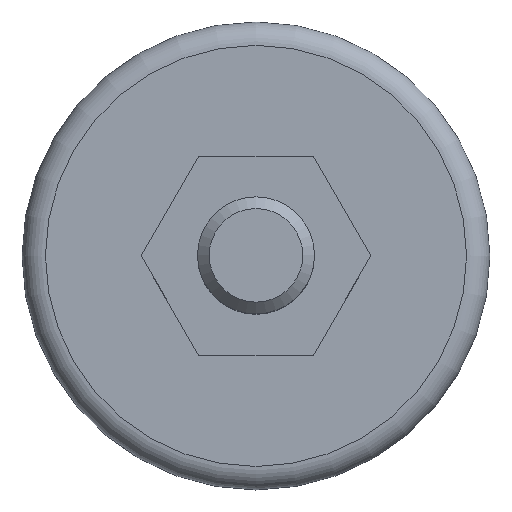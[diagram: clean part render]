
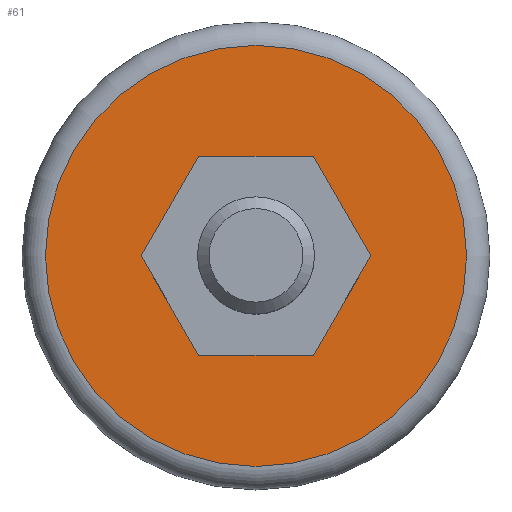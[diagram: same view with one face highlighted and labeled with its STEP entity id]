
A CAD part, top view. The second image highlights one B-rep face of the part: STEP entity #61.
In plain terms, the highlighted planar face has unit normal (0, 0, 1).
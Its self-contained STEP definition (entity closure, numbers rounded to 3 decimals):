
#61 = ADVANCED_FACE( '', ( #125, #126 ), #127, .F. );
#125 = FACE_OUTER_BOUND( '', #184, .T. );
#126 = FACE_BOUND( '', #185, .T. );
#127 = PLANE( '', #186 );
#184 = EDGE_LOOP( '', ( #276 ) );
#185 = EDGE_LOOP( '', ( #277, #278, #279, #280, #281, #282 ) );
#186 = AXIS2_PLACEMENT_3D( '', #283, #284, #285 );
#276 = ORIENTED_EDGE( '', *, *, #328, .T. );
#277 = ORIENTED_EDGE( '', *, *, #308, .F. );
#278 = ORIENTED_EDGE( '', *, *, #342, .F. );
#279 = ORIENTED_EDGE( '', *, *, #339, .F. );
#280 = ORIENTED_EDGE( '', *, *, #334, .F. );
#281 = ORIENTED_EDGE( '', *, *, #343, .F. );
#282 = ORIENTED_EDGE( '', *, *, #331, .F. );
#283 = CARTESIAN_POINT( '', ( 20., 0., 9. ) );
#284 = DIRECTION( '', ( 0., 0., -1. ) );
#285 = DIRECTION( '', ( -1., 0., 0. ) );
#308 = EDGE_CURVE( '', #348, #349, #350, .T. );
#328 = EDGE_CURVE( '', #382, #382, #383, .F. );
#331 = EDGE_CURVE( '', #349, #386, #387, .T. );
#334 = EDGE_CURVE( '', #390, #391, #392, .T. );
#339 = EDGE_CURVE( '', #391, #397, #398, .T. );
#342 = EDGE_CURVE( '', #397, #348, #401, .T. );
#343 = EDGE_CURVE( '', #386, #390, #402, .T. );
#348 = VERTEX_POINT( '', #407 );
#349 = VERTEX_POINT( '', #408 );
#350 = LINE( '', #409, #410 );
#382 = VERTEX_POINT( '', #450 );
#383 = CIRCLE( '', #451, 18. );
#386 = VERTEX_POINT( '', #454 );
#387 = LINE( '', #455, #456 );
#390 = VERTEX_POINT( '', #460 );
#391 = VERTEX_POINT( '', #461 );
#392 = LINE( '', #462, #463 );
#397 = VERTEX_POINT( '', #470 );
#398 = LINE( '', #471, #472 );
#401 = LINE( '', #476, #477 );
#402 = LINE( '', #478, #479 );
#407 = CARTESIAN_POINT( '', ( 4.907, 8.5, 9. ) );
#408 = CARTESIAN_POINT( '', ( -4.907, 8.5, 9. ) );
#409 = CARTESIAN_POINT( '', ( 4.907, 8.5, 9. ) );
#410 = VECTOR( '', #483, 1000. );
#450 = CARTESIAN_POINT( '', ( -18., 0., 9. ) );
#451 = AXIS2_PLACEMENT_3D( '', #510, #511, #512 );
#454 = CARTESIAN_POINT( '', ( -9.815, 0., 9. ) );
#455 = CARTESIAN_POINT( '', ( -4.907, 8.5, 9. ) );
#456 = VECTOR( '', #513, 1000. );
#460 = CARTESIAN_POINT( '', ( -4.907, -8.5, 9. ) );
#461 = CARTESIAN_POINT( '', ( 4.907, -8.5, 9. ) );
#462 = CARTESIAN_POINT( '', ( -4.907, -8.5, 9. ) );
#463 = VECTOR( '', #515, 1000. );
#470 = CARTESIAN_POINT( '', ( 9.815, 0., 9. ) );
#471 = CARTESIAN_POINT( '', ( 4.907, -8.5, 9. ) );
#472 = VECTOR( '', #518, 1000. );
#476 = CARTESIAN_POINT( '', ( 9.815, 0., 9. ) );
#477 = VECTOR( '', #520, 1000. );
#478 = CARTESIAN_POINT( '', ( -9.815, 0., 9. ) );
#479 = VECTOR( '', #521, 1000. );
#483 = DIRECTION( '', ( -1., 0., 0. ) );
#510 = CARTESIAN_POINT( '', ( 0., 0., 9. ) );
#511 = DIRECTION( '', ( 0., 0., -1. ) );
#512 = DIRECTION( '', ( -1., 0., 0. ) );
#513 = DIRECTION( '', ( -0.5, -0.866, 0. ) );
#515 = DIRECTION( '', ( 1., 0., 0. ) );
#518 = DIRECTION( '', ( 0.5, 0.866, 0. ) );
#520 = DIRECTION( '', ( -0.5, 0.866, 0. ) );
#521 = DIRECTION( '', ( 0.5, -0.866, 0. ) );
